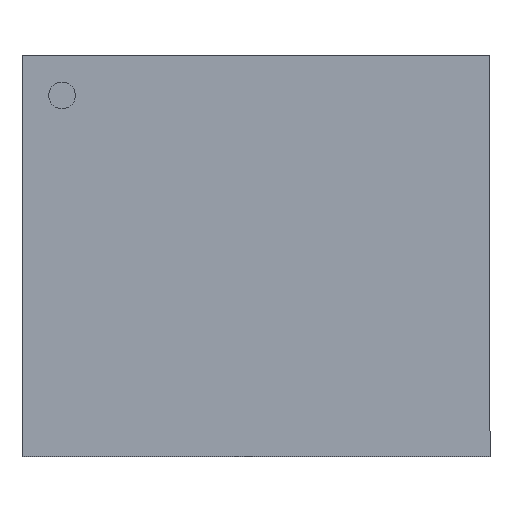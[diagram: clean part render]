
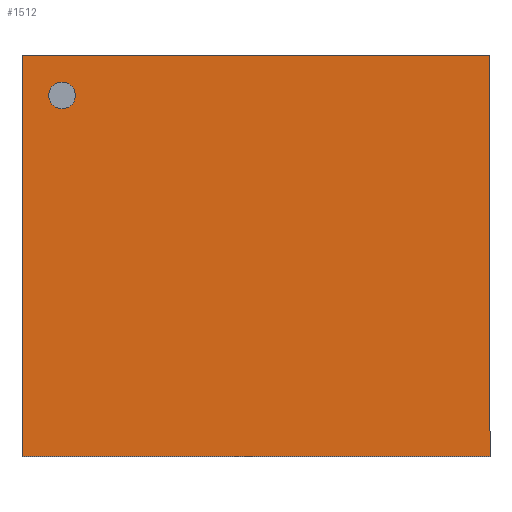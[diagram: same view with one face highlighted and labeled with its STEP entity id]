
A CAD part, top view. The second image highlights one B-rep face of the part: STEP entity #1512.
In plain terms, the highlighted planar face has unit normal (0, 0, 1).
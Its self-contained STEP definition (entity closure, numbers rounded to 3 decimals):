
#4 = AXIS2_PLACEMENT_3D ( 'NONE', #1683, #735, #3159 ) ;
#36 = EDGE_CURVE ( 'NONE', #562, #180, #3669, .T. ) ;
#73 = DIRECTION ( 'NONE',  ( 0., 0., 1. ) ) ;
#89 = CARTESIAN_POINT ( 'NONE',  ( 3.5, 3., 1. ) ) ;
#180 = VERTEX_POINT ( 'NONE', #1589 ) ;
#292 = ORIENTED_EDGE ( 'NONE', *, *, #1410, .T. ) ;
#349 = CARTESIAN_POINT ( 'NONE',  ( 0., 3., 1. ) ) ;
#371 = VERTEX_POINT ( 'NONE', #1761 ) ;
#441 = AXIS2_PLACEMENT_3D ( 'NONE', #2745, #748, #1261 ) ;
#458 = CARTESIAN_POINT ( 'NONE',  ( 0., 0., 1. ) ) ;
#464 = EDGE_CURVE ( 'NONE', #1393, #562, #3484, .T. ) ;
#511 = CARTESIAN_POINT ( 'NONE',  ( 0., 3., 1. ) ) ;
#562 = VERTEX_POINT ( 'NONE', #2873 ) ;
#735 = DIRECTION ( 'NONE',  ( 0., 0., 1. ) ) ;
#748 = DIRECTION ( 'NONE',  ( 0., 0., -1. ) ) ;
#765 = VERTEX_POINT ( 'NONE', #3617 ) ;
#1094 = CIRCLE ( 'NONE', #4, 0.1 ) ;
#1118 = VECTOR ( 'NONE', #2056, 1000. ) ;
#1144 = EDGE_CURVE ( 'NONE', #2114, #1393, #3346, .T. ) ;
#1187 = AXIS2_PLACEMENT_3D ( 'NONE', #2068, #73, #1796 ) ;
#1261 = DIRECTION ( 'NONE',  ( -1., 0., 0. ) ) ;
#1331 = FACE_OUTER_BOUND ( 'NONE', #2215, .T. ) ;
#1393 = VERTEX_POINT ( 'NONE', #349 ) ;
#1410 = EDGE_CURVE ( 'NONE', #180, #2114, #3612, .T. ) ;
#1420 = DIRECTION ( 'NONE',  ( -1., 0., 0. ) ) ;
#1433 = DIRECTION ( 'NONE',  ( 0., 1., 0. ) ) ;
#1439 = EDGE_LOOP ( 'NONE', ( #3136, #3525 ) ) ;
#1512 = ADVANCED_FACE ( 'NONE', ( #1828, #1331 ), #3107, .F. ) ;
#1589 = CARTESIAN_POINT ( 'NONE',  ( 3.5, 0., 1. ) ) ;
#1678 = ORIENTED_EDGE ( 'NONE', *, *, #1144, .T. ) ;
#1683 = CARTESIAN_POINT ( 'NONE',  ( 0.3, 2.7, 1. ) ) ;
#1761 = CARTESIAN_POINT ( 'NONE',  ( 0.4, 2.7, 1. ) ) ;
#1796 = DIRECTION ( 'NONE',  ( 1., 0., 0. ) ) ;
#1828 = FACE_BOUND ( 'NONE', #1439, .T. ) ;
#1858 = ORIENTED_EDGE ( 'NONE', *, *, #464, .T. ) ;
#1867 = CARTESIAN_POINT ( 'NONE',  ( 0., 0., 1. ) ) ;
#2002 = EDGE_CURVE ( 'NONE', #765, #371, #2626, .T. ) ;
#2056 = DIRECTION ( 'NONE',  ( 0., -1., 0. ) ) ;
#2068 = CARTESIAN_POINT ( 'NONE',  ( 0.3, 2.7, 1. ) ) ;
#2114 = VERTEX_POINT ( 'NONE', #89 ) ;
#2161 = VECTOR ( 'NONE', #3490, 1000. ) ;
#2215 = EDGE_LOOP ( 'NONE', ( #1858, #3710, #292, #1678 ) ) ;
#2626 = CIRCLE ( 'NONE', #1187, 0.1 ) ;
#2694 = EDGE_CURVE ( 'NONE', #371, #765, #1094, .T. ) ;
#2745 = CARTESIAN_POINT ( 'NONE',  ( 0., 0., 1. ) ) ;
#2856 = VECTOR ( 'NONE', #1433, 1000. ) ;
#2873 = CARTESIAN_POINT ( 'NONE',  ( 0., 0., 1. ) ) ;
#2948 = CARTESIAN_POINT ( 'NONE',  ( 3.5, 0., 1. ) ) ;
#3107 = PLANE ( 'NONE',  #441 ) ;
#3136 = ORIENTED_EDGE ( 'NONE', *, *, #2694, .F. ) ;
#3159 = DIRECTION ( 'NONE',  ( 1., 0., 0. ) ) ;
#3176 = VECTOR ( 'NONE', #1420, 1000. ) ;
#3346 = LINE ( 'NONE', #511, #3176 ) ;
#3484 = LINE ( 'NONE', #1867, #1118 ) ;
#3490 = DIRECTION ( 'NONE',  ( 1., 0., 0. ) ) ;
#3525 = ORIENTED_EDGE ( 'NONE', *, *, #2002, .F. ) ;
#3612 = LINE ( 'NONE', #2948, #2856 ) ;
#3617 = CARTESIAN_POINT ( 'NONE',  ( 0.2, 2.7, 1. ) ) ;
#3669 = LINE ( 'NONE', #458, #2161 ) ;
#3710 = ORIENTED_EDGE ( 'NONE', *, *, #36, .T. ) ;
